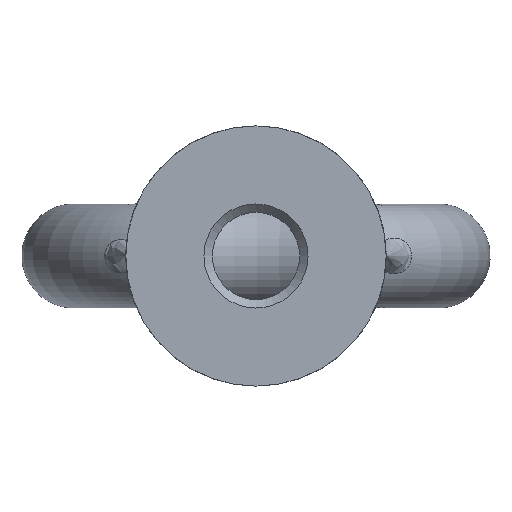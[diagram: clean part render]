
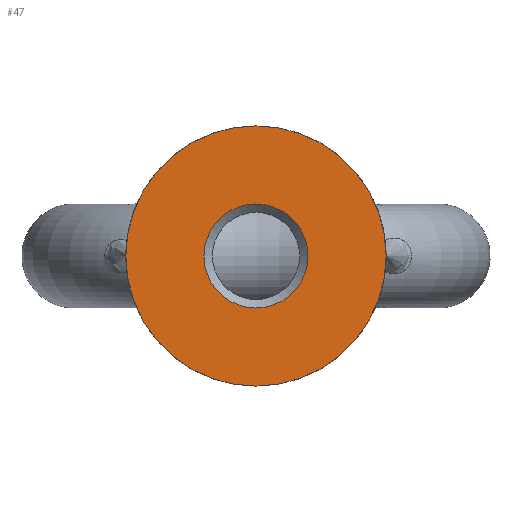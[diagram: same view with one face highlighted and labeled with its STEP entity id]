
A CAD part, front view. The second image highlights one B-rep face of the part: STEP entity #47.
In plain terms, the highlighted planar face has unit normal (0, -1, 0).
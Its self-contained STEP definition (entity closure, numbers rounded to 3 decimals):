
#47 = ADVANCED_FACE( '', ( #96, #97 ), #98, .F. );
#96 = FACE_BOUND( '', #178, .T. );
#97 = FACE_OUTER_BOUND( '', #179, .T. );
#98 = PLANE( '', #180 );
#178 = EDGE_LOOP( '', ( #263 ) );
#179 = EDGE_LOOP( '', ( #264 ) );
#180 = AXIS2_PLACEMENT_3D( '', #265, #266, #267 );
#263 = ORIENTED_EDGE( '', *, *, #324, .F. );
#264 = ORIENTED_EDGE( '', *, *, #316, .T. );
#265 = CARTESIAN_POINT( '', ( 12.5, 0., 0. ) );
#266 = DIRECTION( '', ( 0., 1., 0. ) );
#267 = DIRECTION( '', ( 0., 0., 1. ) );
#316 = EDGE_CURVE( '', #358, #358, #359, .T. );
#324 = EDGE_CURVE( '', #371, #371, #372, .T. );
#358 = VERTEX_POINT( '', #507 );
#359 = CIRCLE( '', #508, 12.5 );
#371 = VERTEX_POINT( '', #613 );
#372 = CIRCLE( '', #614, 5. );
#507 = CARTESIAN_POINT( '', ( 0., 0., -12.5 ) );
#508 = AXIS2_PLACEMENT_3D( '', #701, #702, #703 );
#613 = CARTESIAN_POINT( '', ( 0., 0., -5. ) );
#614 = AXIS2_PLACEMENT_3D( '', #707, #708, #709 );
#701 = CARTESIAN_POINT( '', ( 0., 0., 0. ) );
#702 = DIRECTION( '', ( 0., -1., 0. ) );
#703 = DIRECTION( '', ( 0., 0., -1. ) );
#707 = CARTESIAN_POINT( '', ( 0., 0., 0. ) );
#708 = DIRECTION( '', ( 0., -1., 0. ) );
#709 = DIRECTION( '', ( 0., 0., -1. ) );
